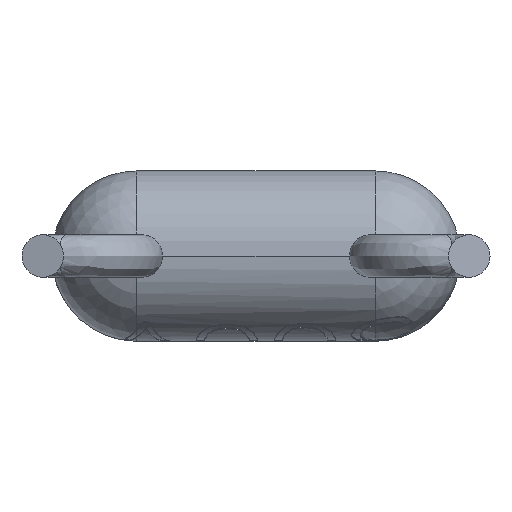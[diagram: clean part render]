
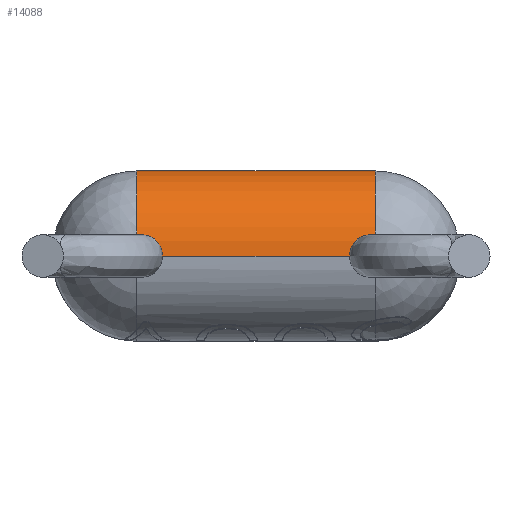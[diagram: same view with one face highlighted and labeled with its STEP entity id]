
A CAD part, front view. The second image highlights one B-rep face of the part: STEP entity #14088.
In plain terms, the highlighted cylindrical face has radius 1 mm (diameter 2 mm), a partial arc.
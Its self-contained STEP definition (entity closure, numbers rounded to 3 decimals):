
#370 = CARTESIAN_POINT ( 'NONE',  ( 1.4, -1.6, 0. ) ) ;
#558 = DIRECTION ( 'NONE',  ( -1., 0., 0. ) ) ;
#984 = VECTOR ( 'NONE', #558, 1000. ) ;
#1091 = VERTEX_POINT ( 'NONE', #16709 ) ;
#1639 = EDGE_LOOP ( 'NONE', ( #12108, #12416, #14837, #14927 ) ) ;
#1982 = LINE ( 'NONE', #6381, #984 ) ;
#2286 = DIRECTION ( 'NONE',  ( -1., 0., 0. ) ) ;
#2603 = CARTESIAN_POINT ( 'NONE',  ( 1.4, -0.6, 0. ) ) ;
#3193 = VERTEX_POINT ( 'NONE', #12924 ) ;
#3347 = EDGE_CURVE ( 'NONE', #15944, #5290, #4251, .T. ) ;
#3386 = AXIS2_PLACEMENT_3D ( 'NONE', #2603, #8170, #6911 ) ;
#4251 = CIRCLE ( 'NONE', #3386, 1. ) ;
#5290 = VERTEX_POINT ( 'NONE', #9630 ) ;
#5661 = VECTOR ( 'NONE', #5818, 1000. ) ;
#5818 = DIRECTION ( 'NONE',  ( 1., 0., 0. ) ) ;
#6381 = CARTESIAN_POINT ( 'NONE',  ( -1.4, -1.6, 0. ) ) ;
#6911 = DIRECTION ( 'NONE',  ( 0., -1., 0. ) ) ;
#8170 = DIRECTION ( 'NONE',  ( -1., 0., 0. ) ) ;
#9555 = EDGE_CURVE ( 'NONE', #1091, #5290, #13937, .T. ) ;
#9630 = CARTESIAN_POINT ( 'NONE',  ( 1.4, -0.6, 1. ) ) ;
#9824 = CARTESIAN_POINT ( 'NONE',  ( 1.4, -0.6, 1. ) ) ;
#10010 = AXIS2_PLACEMENT_3D ( 'NONE', #10555, #11742, #11921 ) ;
#10555 = CARTESIAN_POINT ( 'NONE',  ( -1.4, -0.6, 0. ) ) ;
#10892 = EDGE_CURVE ( 'NONE', #15944, #3193, #1982, .T. ) ;
#11699 = CYLINDRICAL_SURFACE ( 'NONE', #14641, 1. ) ;
#11742 = DIRECTION ( 'NONE',  ( -1., 0., 0. ) ) ;
#11921 = DIRECTION ( 'NONE',  ( 0., 0., 1. ) ) ;
#12108 = ORIENTED_EDGE ( 'NONE', *, *, #3347, .T. ) ;
#12416 = ORIENTED_EDGE ( 'NONE', *, *, #9555, .F. ) ;
#12924 = CARTESIAN_POINT ( 'NONE',  ( -1.4, -1.6, 0. ) ) ;
#13047 = FACE_OUTER_BOUND ( 'NONE', #1639, .T. ) ;
#13332 = DIRECTION ( 'NONE',  ( 0., 0., 1. ) ) ;
#13937 = LINE ( 'NONE', #9824, #5661 ) ;
#14088 = ADVANCED_FACE ( 'NONE', ( #13047 ), #11699, .T. ) ;
#14391 = CIRCLE ( 'NONE', #10010, 1. ) ;
#14641 = AXIS2_PLACEMENT_3D ( 'NONE', #16086, #2286, #13332 ) ;
#14837 = ORIENTED_EDGE ( 'NONE', *, *, #16007, .F. ) ;
#14927 = ORIENTED_EDGE ( 'NONE', *, *, #10892, .F. ) ;
#15944 = VERTEX_POINT ( 'NONE', #370 ) ;
#16007 = EDGE_CURVE ( 'NONE', #3193, #1091, #14391, .T. ) ;
#16086 = CARTESIAN_POINT ( 'NONE',  ( -1.4, -0.6, 0. ) ) ;
#16709 = CARTESIAN_POINT ( 'NONE',  ( -1.4, -0.6, 1. ) ) ;
